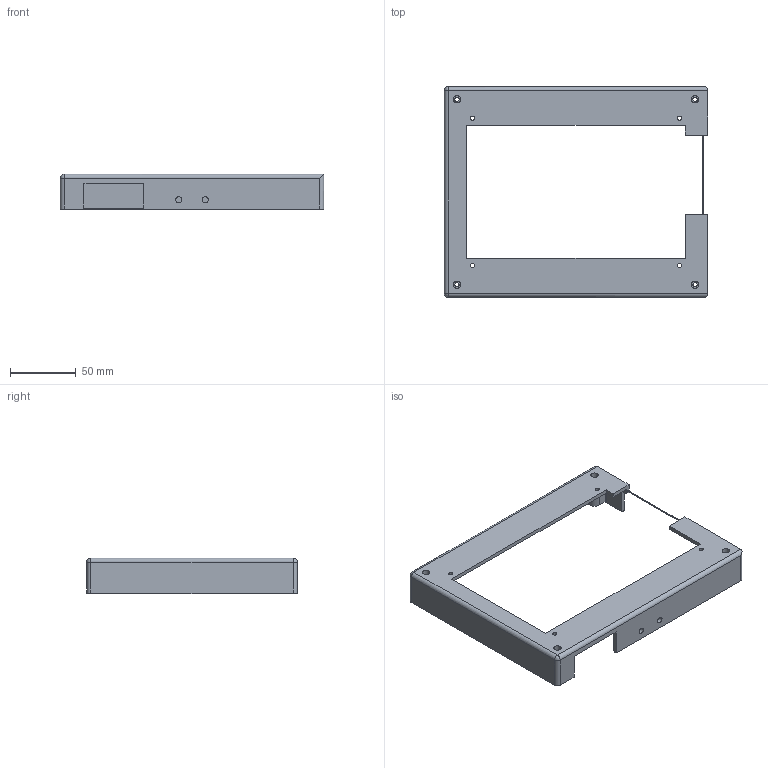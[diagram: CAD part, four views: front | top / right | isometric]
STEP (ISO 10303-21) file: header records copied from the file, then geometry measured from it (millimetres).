
FILE_DESCRIPTION(/* description */ ('STEP AP242','CAx-IF Rec.Pracs.---Representation and Presentation of Product Manufacturing Information (PMI)---4.0---2014-10-13','CAx-IF Rec.Pracs.---3D Tessellated Geometry---0.4---2014-09-14','2;1'),/* implementation_level */ '2;1');
FILE_NAME(/* name */ 'Raspberry Pi 4 - Raspberry Pi 4 (1) - Part 5',/* time_stamp */ '2024-10-30T00:29:31Z',/* author */ (''),/* organization */ (''),/* preprocessor_version */ 'ST-DEVELOPER v20',/* originating_system */ ' ',/* authorisation */ ' ');
FILE_SCHEMA (('AP242_MANAGED_MODEL_BASED_3D_ENGINEERING_MIM_LF { 1 0 10303 442 1 1 4 }'));
Length unit declared in the file: metre
Products named in the file (1): Part 5
Bounding box: 200 x 160 x 27 mm (x, y, z)
Volume: 93478.2 mm3; surface area: 61164 mm2
Topology: 1 solids, 1 shells, 133 faces, 349 edges, 212 vertices
Faces by surface type: plane 61, cylinder 58, sphere 10, torus 4
Full cylindrical faces by diameter (mm): 3.2 x8, 4.7 x2, 5.58 x4, 11.12 x2
Entity records: 3963 total; most frequent: DIRECTION 707, CARTESIAN_POINT 665, ORIENTED_EDGE 642, EDGE_CURVE 321, AXIS2_PLACEMENT_3D 252, VERTEX_POINT 210, LINE 203, VECTOR 203
